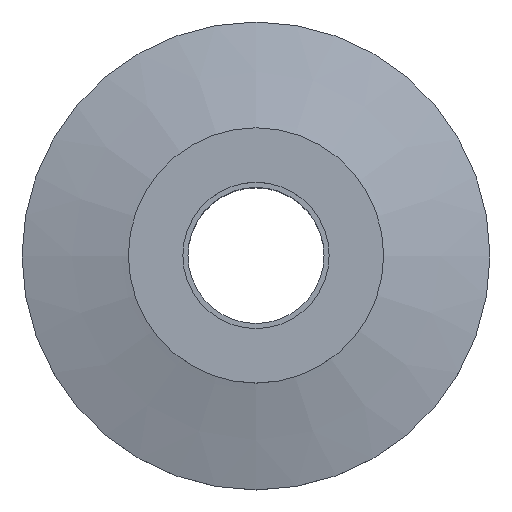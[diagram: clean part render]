
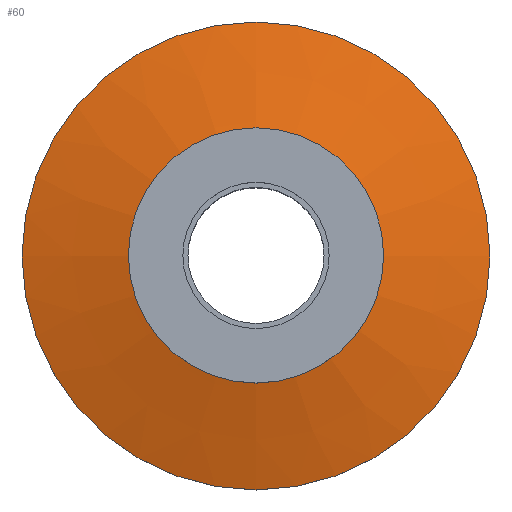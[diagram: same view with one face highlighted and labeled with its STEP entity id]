
A CAD part, top view. The second image highlights one B-rep face of the part: STEP entity #60.
In plain terms, the highlighted conical face has half-angle 75 degrees and reference radius 27.5 mm.
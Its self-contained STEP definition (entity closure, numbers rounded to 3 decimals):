
#60 = ADVANCED_FACE( '', ( #127, #128 ), #129, .T. );
#127 = FACE_BOUND( '', #190, .T. );
#128 = FACE_OUTER_BOUND( '', #191, .T. );
#129 = CONICAL_SURFACE( '', #192, 27.5, 1.309 );
#190 = EDGE_LOOP( '', ( #269 ) );
#191 = EDGE_LOOP( '', ( #270 ) );
#192 = AXIS2_PLACEMENT_3D( '', #271, #272, #273 );
#269 = ORIENTED_EDGE( '', *, *, #311, .T. );
#270 = ORIENTED_EDGE( '', *, *, #296, .F. );
#271 = CARTESIAN_POINT( '', ( 0., 0., 3. ) );
#272 = DIRECTION( '', ( 0., 0., -1. ) );
#273 = DIRECTION( '', ( -1., 0., 0. ) );
#296 = EDGE_CURVE( '', #329, #329, #330, .T. );
#311 = EDGE_CURVE( '', #352, #352, #353, .T. );
#329 = VERTEX_POINT( '', #371 );
#330 = CIRCLE( '', #372, 27.5 );
#352 = VERTEX_POINT( '', #394 );
#353 = CIRCLE( '', #395, 10. );
#371 = CARTESIAN_POINT( '', ( -27.5, 0., 3. ) );
#372 = AXIS2_PLACEMENT_3D( '', #413, #414, #415 );
#394 = CARTESIAN_POINT( '', ( -10., 0., 7.689 ) );
#395 = AXIS2_PLACEMENT_3D( '', #437, #438, #439 );
#413 = CARTESIAN_POINT( '', ( 0., 0., 3. ) );
#414 = DIRECTION( '', ( 0., 0., -1. ) );
#415 = DIRECTION( '', ( -1., 0., 0. ) );
#437 = CARTESIAN_POINT( '', ( 0., 0., 7.689 ) );
#438 = DIRECTION( '', ( 0., 0., -1. ) );
#439 = DIRECTION( '', ( -1., 0., 0. ) );
